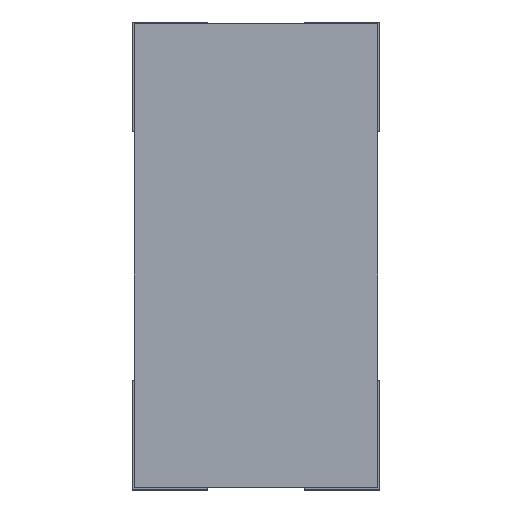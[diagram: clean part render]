
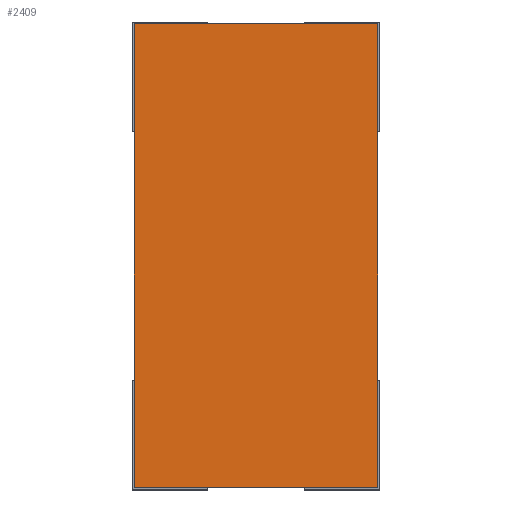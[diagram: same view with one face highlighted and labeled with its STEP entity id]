
A CAD part, top view. The second image highlights one B-rep face of the part: STEP entity #2409.
In plain terms, the highlighted planar face has unit normal (0, 0, 1).
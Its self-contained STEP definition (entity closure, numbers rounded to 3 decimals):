
#2318 = VERTEX_POINT('',#2319);
#2319 = CARTESIAN_POINT('',(0.42,-0.775,1.075));
#2325 = EDGE_CURVE('',#2318,#2326,#2328,.T.);
#2326 = VERTEX_POINT('',#2327);
#2327 = CARTESIAN_POINT('',(-0.42,-0.775,1.075));
#2328 = LINE('',#2329,#2330);
#2329 = CARTESIAN_POINT('',(0.42,-0.775,1.075));
#2330 = VECTOR('',#2331,1.);
#2331 = DIRECTION('',(-1.,0.,0.));
#2349 = EDGE_CURVE('',#2326,#2350,#2352,.T.);
#2350 = VERTEX_POINT('',#2351);
#2351 = CARTESIAN_POINT('',(-0.42,0.825,1.075));
#2352 = LINE('',#2353,#2354);
#2353 = CARTESIAN_POINT('',(-0.42,-0.775,1.075));
#2354 = VECTOR('',#2355,1.);
#2355 = DIRECTION('',(0.,1.,0.));
#2373 = EDGE_CURVE('',#2350,#2374,#2376,.T.);
#2374 = VERTEX_POINT('',#2375);
#2375 = CARTESIAN_POINT('',(0.42,0.825,1.075));
#2376 = LINE('',#2377,#2378);
#2377 = CARTESIAN_POINT('',(0.42,0.825,1.075));
#2378 = VECTOR('',#2379,1.);
#2379 = DIRECTION('',(1.,0.,0.));
#2397 = EDGE_CURVE('',#2374,#2318,#2398,.T.);
#2398 = LINE('',#2399,#2400);
#2399 = CARTESIAN_POINT('',(0.42,-0.775,1.075));
#2400 = VECTOR('',#2401,1.);
#2401 = DIRECTION('',(0.,-1.,0.));
#2409 = ADVANCED_FACE('',(#2410),#2416,.F.);
#2410 = FACE_BOUND('',#2411,.T.);
#2411 = EDGE_LOOP('',(#2412,#2413,#2414,#2415));
#2412 = ORIENTED_EDGE('',*,*,#2373,.F.);
#2413 = ORIENTED_EDGE('',*,*,#2349,.F.);
#2414 = ORIENTED_EDGE('',*,*,#2325,.F.);
#2415 = ORIENTED_EDGE('',*,*,#2397,.F.);
#2416 = PLANE('',#2417);
#2417 = AXIS2_PLACEMENT_3D('',#2418,#2419,#2420);
#2418 = CARTESIAN_POINT('',(0.42,-0.775,1.075));
#2419 = DIRECTION('',(0.,0.,-1.));
#2420 = DIRECTION('',(0.,1.,0.));
